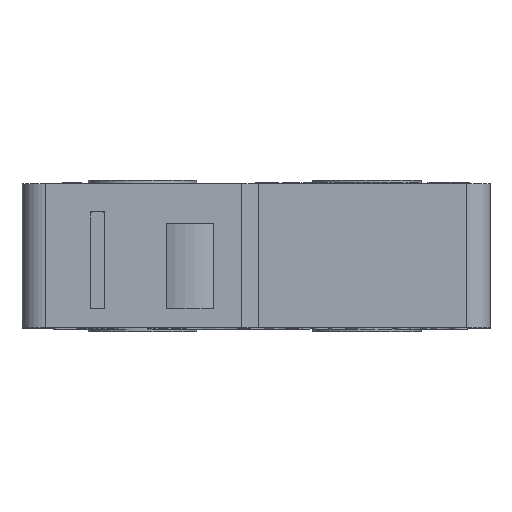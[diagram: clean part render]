
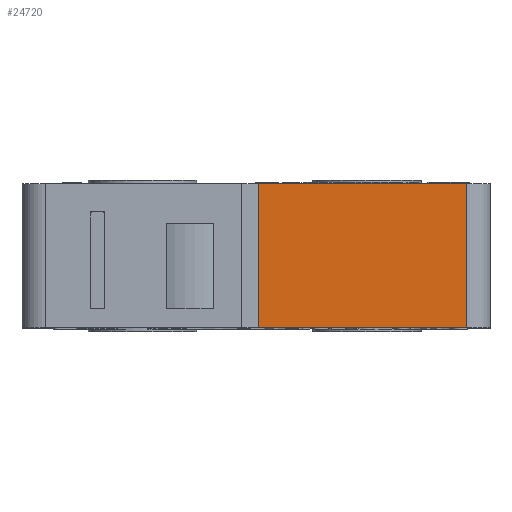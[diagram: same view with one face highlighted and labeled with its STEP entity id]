
A CAD part, top view. The second image highlights one B-rep face of the part: STEP entity #24720.
In plain terms, the highlighted planar face has unit normal (0, 0, 1).
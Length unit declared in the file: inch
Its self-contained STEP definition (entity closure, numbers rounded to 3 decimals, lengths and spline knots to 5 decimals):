
#15319=CARTESIAN_POINT('',(0.53937,-0.24016,0.27559));
#15320=VERTEX_POINT('',#15319);
#15328=CARTESIAN_POINT('',(0.19291,-0.24016,0.27559));
#15329=VERTEX_POINT('',#15328);
#15330=CARTESIAN_POINT('',(0.19291,-0.24016,0.27559));
#15331=DIRECTION('',(1.0,0.0,0.0));
#15332=VECTOR('',#15331,0.34646);
#15333=LINE('',#15330,#15332);
#15334=EDGE_CURVE('',#15329,#15320,#15333,.T.);
#16405=CARTESIAN_POINT('',(0.19291,0.0,0.27559));
#16406=VERTEX_POINT('',#16405);
#16407=CARTESIAN_POINT('',(0.19291,-0.24016,0.27559));
#16408=DIRECTION('',(0.0,1.0,0.0));
#16409=VECTOR('',#16408,0.24016);
#16410=LINE('',#16407,#16409);
#16411=EDGE_CURVE('',#15329,#16406,#16410,.T.);
#17374=CARTESIAN_POINT('',(0.53937,0.0,0.27559));
#17375=VERTEX_POINT('',#17374);
#17376=CARTESIAN_POINT('',(0.53937,0.0,0.27559));
#17377=DIRECTION('',(-1.0,0.0,0.0));
#17378=VECTOR('',#17377,0.34646);
#17379=LINE('',#17376,#17378);
#17380=EDGE_CURVE('',#17375,#16406,#17379,.T.);
#24372=CARTESIAN_POINT('',(0.53937,-0.24016,0.27559));
#24373=DIRECTION('',(0.0,1.0,0.0));
#24374=VECTOR('',#24373,0.24016);
#24375=LINE('',#24372,#24374);
#24376=EDGE_CURVE('',#15320,#17375,#24375,.T.);
#24709=CARTESIAN_POINT('',(0.17559,-0.25217,0.27559));
#24710=DIRECTION('',(0.0,0.0,1.0));
#24711=DIRECTION('',(1.0,0.0,0.0));
#24712=AXIS2_PLACEMENT_3D('',#24709,#24710,#24711);
#24713=PLANE('',#24712);
#24714=ORIENTED_EDGE('',*,*,#24376,.T.);
#24715=ORIENTED_EDGE('',*,*,#17380,.T.);
#24716=ORIENTED_EDGE('',*,*,#16411,.F.);
#24717=ORIENTED_EDGE('',*,*,#15334,.T.);
#24718=EDGE_LOOP('',(#24714,#24715,#24716,#24717));
#24719=FACE_OUTER_BOUND('',#24718,.T.);
#24720=ADVANCED_FACE('',(#24719),#24713,.T.);
